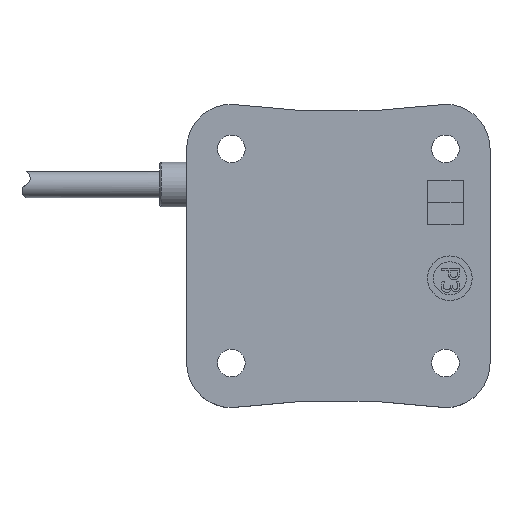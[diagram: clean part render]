
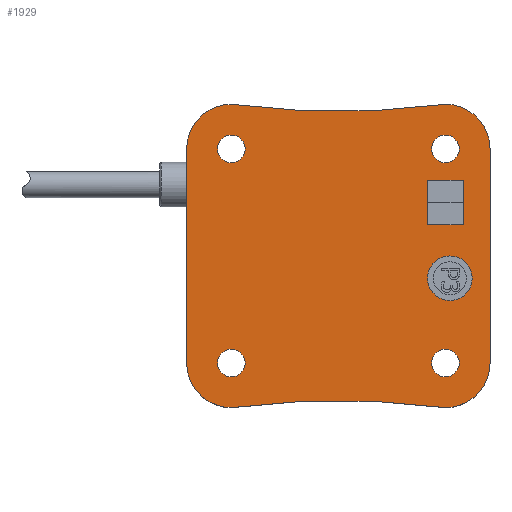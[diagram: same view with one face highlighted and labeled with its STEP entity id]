
A CAD part, top view. The second image highlights one B-rep face of the part: STEP entity #1929.
In plain terms, the highlighted planar face has unit normal (0, 0, 1).
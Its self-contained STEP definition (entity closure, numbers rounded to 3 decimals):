
#109=FACE_BOUND('',#354,.T.);
#110=FACE_BOUND('',#355,.T.);
#111=FACE_BOUND('',#356,.T.);
#112=FACE_BOUND('',#357,.T.);
#113=FACE_BOUND('',#358,.T.);
#114=FACE_BOUND('',#359,.T.);
#148=PLANE('',#2049);
#239=FACE_OUTER_BOUND('',#353,.T.);
#353=EDGE_LOOP('',(#1516,#1517,#1518,#1519,#1520,#1521,#1522,#1523,#1524));
#354=EDGE_LOOP('',(#1525));
#355=EDGE_LOOP('',(#1526));
#356=EDGE_LOOP('',(#1527));
#357=EDGE_LOOP('',(#1528));
#358=EDGE_LOOP('',(#1529,#1530,#1531,#1532));
#359=EDGE_LOOP('',(#1533));
#495=LINE('',#3292,#654);
#496=LINE('',#3300,#655);
#497=LINE('',#3307,#656);
#498=LINE('',#3310,#657);
#499=LINE('',#3312,#658);
#500=LINE('',#3314,#659);
#501=LINE('',#3315,#660);
#654=VECTOR('',#2319,10.);
#655=VECTOR('',#2326,10.);
#656=VECTOR('',#2333,10.);
#657=VECTOR('',#2334,10.);
#658=VECTOR('',#2335,10.);
#659=VECTOR('',#2336,10.);
#660=VECTOR('',#2337,10.);
#731=CIRCLE('',#1998,1.55);
#735=CIRCLE('',#2005,1.55);
#739=CIRCLE('',#2012,1.55);
#743=CIRCLE('',#2019,1.55);
#747=CIRCLE('',#2043,2.5);
#750=CIRCLE('',#2050,5.);
#751=CIRCLE('',#2051,90.702);
#752=CIRCLE('',#2052,5.);
#753=CIRCLE('',#2053,5.);
#754=CIRCLE('',#2054,90.1);
#755=CIRCLE('',#2055,5.);
#777=VERTEX_POINT('',#2536);
#781=VERTEX_POINT('',#2549);
#785=VERTEX_POINT('',#2562);
#789=VERTEX_POINT('',#2575);
#879=VERTEX_POINT('',#3278);
#882=VERTEX_POINT('',#3290);
#883=VERTEX_POINT('',#3291);
#884=VERTEX_POINT('',#3293);
#885=VERTEX_POINT('',#3295);
#886=VERTEX_POINT('',#3297);
#887=VERTEX_POINT('',#3299);
#888=VERTEX_POINT('',#3301);
#889=VERTEX_POINT('',#3303);
#890=VERTEX_POINT('',#3305);
#891=VERTEX_POINT('',#3308);
#892=VERTEX_POINT('',#3309);
#893=VERTEX_POINT('',#3311);
#894=VERTEX_POINT('',#3313);
#954=EDGE_CURVE('',#777,#777,#731,.T.);
#960=EDGE_CURVE('',#781,#781,#735,.T.);
#966=EDGE_CURVE('',#785,#785,#739,.T.);
#972=EDGE_CURVE('',#789,#789,#743,.T.);
#1106=EDGE_CURVE('',#879,#879,#747,.T.);
#1110=EDGE_CURVE('',#882,#883,#495,.T.);
#1111=EDGE_CURVE('',#884,#882,#750,.T.);
#1112=EDGE_CURVE('',#885,#884,#751,.T.);
#1113=EDGE_CURVE('',#886,#885,#752,.T.);
#1114=EDGE_CURVE('',#887,#886,#496,.T.);
#1115=EDGE_CURVE('',#888,#887,#753,.T.);
#1116=EDGE_CURVE('',#889,#888,#754,.T.);
#1117=EDGE_CURVE('',#890,#889,#755,.T.);
#1118=EDGE_CURVE('',#883,#890,#497,.T.);
#1119=EDGE_CURVE('',#891,#892,#498,.T.);
#1120=EDGE_CURVE('',#892,#893,#499,.T.);
#1121=EDGE_CURVE('',#893,#894,#500,.T.);
#1122=EDGE_CURVE('',#894,#891,#501,.T.);
#1516=ORIENTED_EDGE('',*,*,#1110,.F.);
#1517=ORIENTED_EDGE('',*,*,#1111,.F.);
#1518=ORIENTED_EDGE('',*,*,#1112,.F.);
#1519=ORIENTED_EDGE('',*,*,#1113,.F.);
#1520=ORIENTED_EDGE('',*,*,#1114,.F.);
#1521=ORIENTED_EDGE('',*,*,#1115,.F.);
#1522=ORIENTED_EDGE('',*,*,#1116,.F.);
#1523=ORIENTED_EDGE('',*,*,#1117,.F.);
#1524=ORIENTED_EDGE('',*,*,#1118,.F.);
#1525=ORIENTED_EDGE('',*,*,#954,.T.);
#1526=ORIENTED_EDGE('',*,*,#960,.T.);
#1527=ORIENTED_EDGE('',*,*,#966,.T.);
#1528=ORIENTED_EDGE('',*,*,#972,.T.);
#1529=ORIENTED_EDGE('',*,*,#1119,.T.);
#1530=ORIENTED_EDGE('',*,*,#1120,.T.);
#1531=ORIENTED_EDGE('',*,*,#1121,.T.);
#1532=ORIENTED_EDGE('',*,*,#1122,.T.);
#1533=ORIENTED_EDGE('',*,*,#1106,.T.);
#1929=ADVANCED_FACE('',(#239,#109,#110,#111,#112,#113,#114),#148,.F.);
#1998=AXIS2_PLACEMENT_3D('',#2538,#2132,#2133);
#2005=AXIS2_PLACEMENT_3D('',#2551,#2148,#2149);
#2012=AXIS2_PLACEMENT_3D('',#2564,#2164,#2165);
#2019=AXIS2_PLACEMENT_3D('',#2577,#2180,#2181);
#2043=AXIS2_PLACEMENT_3D('',#3280,#2304,#2305);
#2049=AXIS2_PLACEMENT_3D('',#3289,#2317,#2318);
#2050=AXIS2_PLACEMENT_3D('',#3294,#2320,#2321);
#2051=AXIS2_PLACEMENT_3D('',#3296,#2322,#2323);
#2052=AXIS2_PLACEMENT_3D('',#3298,#2324,#2325);
#2053=AXIS2_PLACEMENT_3D('',#3302,#2327,#2328);
#2054=AXIS2_PLACEMENT_3D('',#3304,#2329,#2330);
#2055=AXIS2_PLACEMENT_3D('',#3306,#2331,#2332);
#2132=DIRECTION('center_axis',(0.,0.,
-1.));
#2133=DIRECTION('ref_axis',(1.,0.,0.));
#2148=DIRECTION('center_axis',(0.,0.,
-1.));
#2149=DIRECTION('ref_axis',(1.,0.,0.));
#2164=DIRECTION('center_axis',(0.,0.,
-1.));
#2165=DIRECTION('ref_axis',(1.,0.,0.));
#2180=DIRECTION('center_axis',(0.,0.,
-1.));
#2181=DIRECTION('ref_axis',(1.,0.,0.));
#2304=DIRECTION('center_axis',(0.,0.,
-1.));
#2305=DIRECTION('ref_axis',(0.,1.,0.));
#2317=DIRECTION('center_axis',(0.,0.,
-1.));
#2318=DIRECTION('ref_axis',(0.,1.,0.));
#2319=DIRECTION('',(0.,1.,0.));
#2320=DIRECTION('center_axis',(0.,0.,
-1.));
#2321=DIRECTION('ref_axis',(0.,-1.,0.));
#2322=DIRECTION('center_axis',(0.,0.,
1.));
#2323=DIRECTION('ref_axis',(0.132,-0.991,0.));
#2324=DIRECTION('center_axis',(0.,0.,
-1.));
#2325=DIRECTION('ref_axis',(1.,0.,0.));
#2326=DIRECTION('',(0.,-1.,0.));
#2327=DIRECTION('center_axis',(0.,0.,
-1.));
#2328=DIRECTION('ref_axis',(0.,1.,0.));
#2329=DIRECTION('center_axis',(0.,0.,
1.));
#2330=DIRECTION('ref_axis',(-0.133,0.991,0.));
#2331=DIRECTION('center_axis',(0.,0.,
-1.));
#2332=DIRECTION('ref_axis',(-1.,0.,0.));
#2333=DIRECTION('',(0.,1.,0.));
#2334=DIRECTION('',(0.,1.,0.));
#2335=DIRECTION('',(1.,0.,0.));
#2336=DIRECTION('',(0.,-1.,0.));
#2337=DIRECTION('',(-1.,0.,0.));
#2536=CARTESIAN_POINT('',(27.45,29.,0.));
#2538=CARTESIAN_POINT('Origin',(29.,29.,0.));
#2549=CARTESIAN_POINT('',(3.45,29.,0.));
#2551=CARTESIAN_POINT('Origin',(5.,29.,0.));
#2562=CARTESIAN_POINT('',(3.45,5.,0.));
#2564=CARTESIAN_POINT('Origin',(5.,5.,0.));
#2575=CARTESIAN_POINT('',(27.45,5.,0.));
#2577=CARTESIAN_POINT('Origin',(29.,5.,0.));
#3278=CARTESIAN_POINT('',(29.5,12.,0.));
#3280=CARTESIAN_POINT('Origin',(29.5,14.5,0.));
#3289=CARTESIAN_POINT('Origin',(17.,17.,0.));
#3290=CARTESIAN_POINT('',(0.,5.,0.));
#3291=CARTESIAN_POINT('',(0.,25.,0.));
#3292=CARTESIAN_POINT('',(0.,5.,0.));
#3293=CARTESIAN_POINT('',(5.,0.,0.));
#3294=CARTESIAN_POINT('Origin',(5.,5.,0.));
#3295=CARTESIAN_POINT('',(29.,0.,0.));
#3296=CARTESIAN_POINT('Origin',(17.,-89.905,0.));
#3297=CARTESIAN_POINT('',(34.,5.,0.));
#3298=CARTESIAN_POINT('Origin',(29.,5.,0.));
#3299=CARTESIAN_POINT('',(34.,29.,0.));
#3300=CARTESIAN_POINT('',(34.,29.,0.));
#3301=CARTESIAN_POINT('',(29.,34.,0.));
#3302=CARTESIAN_POINT('Origin',(29.,29.,0.));
#3303=CARTESIAN_POINT('',(5.,34.,0.));
#3304=CARTESIAN_POINT('Origin',(17.,123.297,0.));
#3305=CARTESIAN_POINT('',(0.,29.,0.));
#3306=CARTESIAN_POINT('Origin',(5.,29.,0.));
#3307=CARTESIAN_POINT('',(0.,5.,0.));
#3308=CARTESIAN_POINT('',(27.,20.5,0.));
#3309=CARTESIAN_POINT('',(27.,25.5,0.));
#3310=CARTESIAN_POINT('',(27.,21.25,0.));
#3311=CARTESIAN_POINT('',(31.,25.5,0.));
#3312=CARTESIAN_POINT('',(24.,25.5,0.));
#3313=CARTESIAN_POINT('',(31.,20.5,0.));
#3314=CARTESIAN_POINT('',(31.,20.,0.));
#3315=CARTESIAN_POINT('',(22.,20.5,0.));
